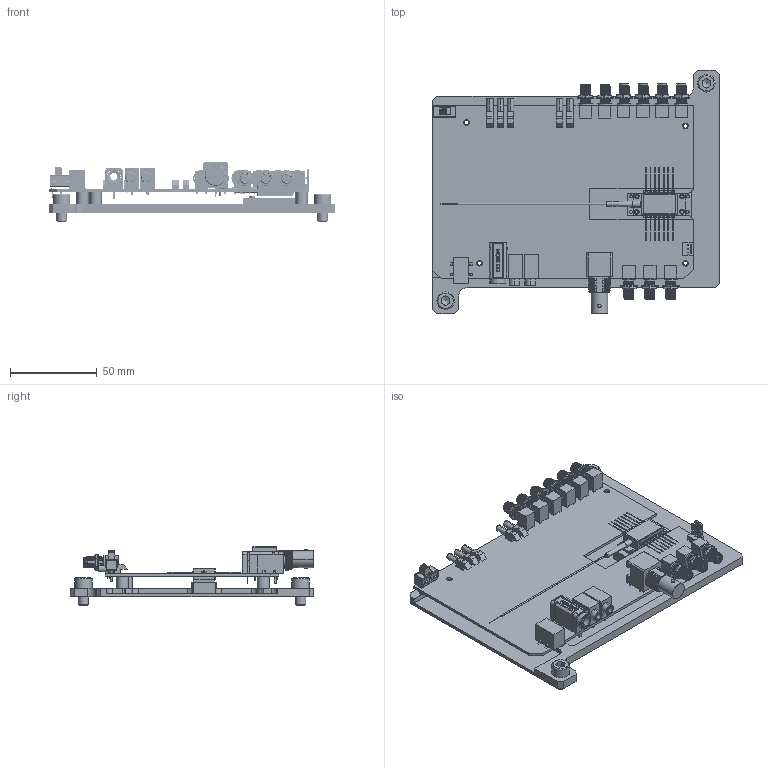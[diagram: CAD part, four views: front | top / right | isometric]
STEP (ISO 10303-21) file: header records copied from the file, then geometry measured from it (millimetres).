
FILE_DESCRIPTION (( 'STEP AP203' ), '1' );
FILE_NAME ('CCS-LN-TDLAS-OEM_Butterfly.STEP', '2023-08-09T15:36:29', ( '' ), ( '' ), 'SwSTEP 2.0', 'SolidWorks 2021', '' );
FILE_SCHEMA (( 'CONFIG_CONTROL_DESIGN' ));
Length unit declared in the file: millimetre
Products named in the file (1): CCS-LN-TDLAS-OEM_Butterfly
Bounding box: 165 x 140 x 34.13 mm (x, y, z)
Surface area: 89858 mm2 (no closed solid volume)
Topology: 0 solids, 174 shells, 1462 faces, 7377 edges, 5858 vertices
Faces by surface type: plane 607, cylinder 390, bspline 300, cone 140, torus 15, sphere 10
Full cylindrical faces by diameter (mm): 1.6 x5, 2.5 x4, 3.2 x4, 6 x2, 6.6 x2, 7 x4, 10 x2
Entity records: 123071 total; most frequent: CARTESIAN_POINT 72099, ORIENTED_EDGE 11054, DIRECTION 7488, EDGE_CURVE 7341, VERTEX_POINT 5851, LINE 3154, VECTOR 3154, B_SPLINE_CURVE_WITH_KNOTS 3148
